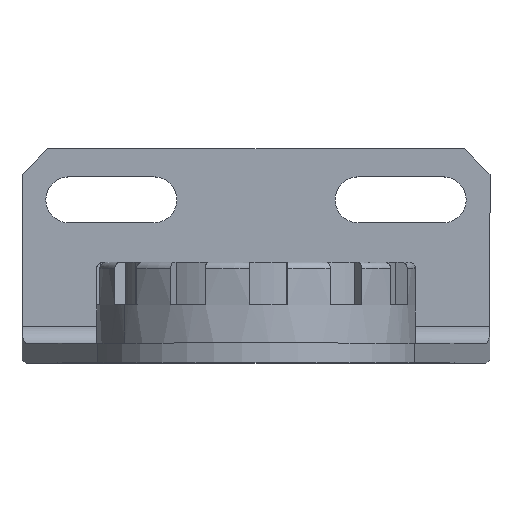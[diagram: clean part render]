
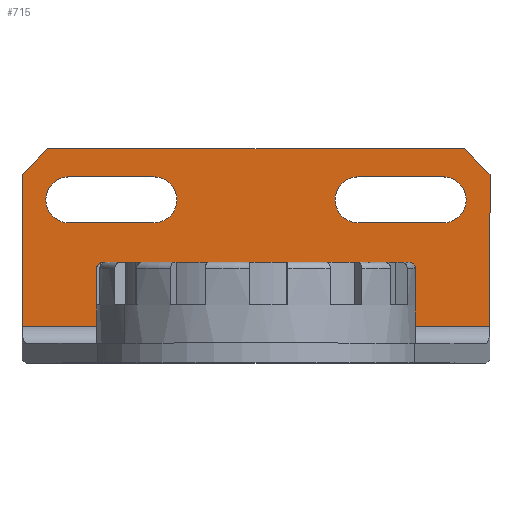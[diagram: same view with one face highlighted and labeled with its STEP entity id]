
A CAD part, top view. The second image highlights one B-rep face of the part: STEP entity #715.
In plain terms, the highlighted planar face has unit normal (0, 0, 1).
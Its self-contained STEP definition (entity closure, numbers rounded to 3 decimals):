
#7 = VECTOR ( 'NONE', #3204, 1000. ) ;
#106 = LINE ( 'NONE', #3140, #7 ) ;
#116 = DIRECTION ( 'NONE',  ( 0., 0., 1. ) ) ;
#150 = ORIENTED_EDGE ( 'NONE', *, *, #433, .T. ) ;
#158 = VERTEX_POINT ( 'NONE', #1898 ) ;
#215 = LINE ( 'NONE', #301, #310 ) ;
#244 = DIRECTION ( 'NONE',  ( 1., 0., 0. ) ) ;
#255 = ORIENTED_EDGE ( 'NONE', *, *, #1043, .T. ) ;
#259 = VECTOR ( 'NONE', #1983, 1000. ) ;
#272 = VECTOR ( 'NONE', #2460, 1000. ) ;
#276 = DIRECTION ( 'NONE',  ( 0., 0., 1. ) ) ;
#301 = CARTESIAN_POINT ( 'NONE',  ( 27.5, 4.3, 0. ) ) ;
#304 = VERTEX_POINT ( 'NONE', #821 ) ;
#310 = VECTOR ( 'NONE', #2115, 1000. ) ;
#345 = VERTEX_POINT ( 'NONE', #2512 ) ;
#353 = CIRCLE ( 'NONE', #3373, 2.7 ) ;
#359 = FACE_BOUND ( 'NONE', #2098, .T. ) ;
#371 = AXIS2_PLACEMENT_3D ( 'NONE', #474, #116, #244 ) ;
#385 = ORIENTED_EDGE ( 'NONE', *, *, #469, .F. ) ;
#418 = VERTEX_POINT ( 'NONE', #459 ) ;
#431 = EDGE_CURVE ( 'NONE', #2746, #2398, #2211, .T. ) ;
#433 = EDGE_CURVE ( 'NONE', #3040, #2235, #497, .T. ) ;
#436 = ORIENTED_EDGE ( 'NONE', *, *, #1787, .T. ) ;
#458 = CIRCLE ( 'NONE', #3235, 2.7 ) ;
#459 = CARTESIAN_POINT ( 'NONE',  ( -27.5, 22.2, 0. ) ) ;
#469 = EDGE_CURVE ( 'NONE', #1374, #2746, #1928, .T. ) ;
#474 = CARTESIAN_POINT ( 'NONE',  ( -27.5, 0., 0. ) ) ;
#489 = EDGE_CURVE ( 'NONE', #1725, #982, #215, .T. ) ;
#497 = LINE ( 'NONE', #1137, #2015 ) ;
#543 = LINE ( 'NONE', #1092, #3601 ) ;
#578 = ORIENTED_EDGE ( 'NONE', *, *, #489, .T. ) ;
#605 = CARTESIAN_POINT ( 'NONE',  ( -22., 19.2, 0. ) ) ;
#632 = EDGE_CURVE ( 'NONE', #345, #3461, #3792, .T. ) ;
#640 = DIRECTION ( 'NONE',  ( 0., 0., -1. ) ) ;
#713 = ORIENTED_EDGE ( 'NONE', *, *, #2338, .T. ) ;
#715 = ADVANCED_FACE ( 'NONE', ( #3508, #1161, #359 ), #1215, .T. ) ;
#810 = VECTOR ( 'NONE', #2791, 1000. ) ;
#821 = CARTESIAN_POINT ( 'NONE',  ( -22., 16.5, 0. ) ) ;
#836 = AXIS2_PLACEMENT_3D ( 'NONE', #2409, #276, #3617 ) ;
#852 = CARTESIAN_POINT ( 'NONE',  ( -12., 16.5, 0. ) ) ;
#982 = VERTEX_POINT ( 'NONE', #3525 ) ;
#997 = CARTESIAN_POINT ( 'NONE',  ( 27.5, 25.2, 0. ) ) ;
#1015 = CIRCLE ( 'NONE', #2444, 2.7 ) ;
#1041 = EDGE_CURVE ( 'NONE', #3459, #1374, #1638, .T. ) ;
#1043 = EDGE_CURVE ( 'NONE', #1338, #2398, #1015, .T. ) ;
#1048 = CARTESIAN_POINT ( 'NONE',  ( 24.7, 19.2, 0. ) ) ;
#1092 = CARTESIAN_POINT ( 'NONE',  ( -12., 16.5, 0. ) ) ;
#1113 = DIRECTION ( 'NONE',  ( 0., 0., -1. ) ) ;
#1137 = CARTESIAN_POINT ( 'NONE',  ( -27.5, 25.2, 0. ) ) ;
#1161 = FACE_BOUND ( 'NONE', #1386, .T. ) ;
#1198 = LINE ( 'NONE', #2527, #1819 ) ;
#1215 = PLANE ( 'NONE',  #371 ) ;
#1232 = CARTESIAN_POINT ( 'NONE',  ( -27.5, 4.3, 0. ) ) ;
#1296 = ORIENTED_EDGE ( 'NONE', *, *, #1041, .F. ) ;
#1338 = VERTEX_POINT ( 'NONE', #1048 ) ;
#1374 = VERTEX_POINT ( 'NONE', #1417 ) ;
#1386 = EDGE_LOOP ( 'NONE', ( #1865, #3491, #1953, #436, #713 ) ) ;
#1392 = CIRCLE ( 'NONE', #2416, 2.7 ) ;
#1417 = CARTESIAN_POINT ( 'NONE',  ( 12., 21.9, 0. ) ) ;
#1424 = CARTESIAN_POINT ( 'NONE',  ( -22., 21.9, 0. ) ) ;
#1457 = EDGE_CURVE ( 'NONE', #2235, #418, #1198, .T. ) ;
#1474 = CARTESIAN_POINT ( 'NONE',  ( 12., 16.5, 0. ) ) ;
#1526 = CARTESIAN_POINT ( 'NONE',  ( 24.5, 25.2, 0. ) ) ;
#1577 = EDGE_CURVE ( 'NONE', #418, #1725, #106, .T. ) ;
#1578 = ORIENTED_EDGE ( 'NONE', *, *, #3574, .T. ) ;
#1587 = ORIENTED_EDGE ( 'NONE', *, *, #2105, .T. ) ;
#1638 = LINE ( 'NONE', #2520, #810 ) ;
#1712 = DIRECTION ( 'NONE',  ( 1., 0., 0. ) ) ;
#1725 = VERTEX_POINT ( 'NONE', #1232 ) ;
#1787 = EDGE_CURVE ( 'NONE', #2778, #2496, #1392, .T. ) ;
#1819 = VECTOR ( 'NONE', #2581, 1000. ) ;
#1825 = DIRECTION ( 'NONE',  ( 1., 0., 0. ) ) ;
#1865 = ORIENTED_EDGE ( 'NONE', *, *, #2693, .F. ) ;
#1874 = LINE ( 'NONE', #997, #259 ) ;
#1891 = LINE ( 'NONE', #2133, #272 ) ;
#1898 = CARTESIAN_POINT ( 'NONE',  ( 27.5, 22.2, 0. ) ) ;
#1928 = CIRCLE ( 'NONE', #836, 2.7 ) ;
#1944 = DIRECTION ( 'NONE',  ( -1., 0., 0. ) ) ;
#1953 = ORIENTED_EDGE ( 'NONE', *, *, #3620, .T. ) ;
#1955 = CARTESIAN_POINT ( 'NONE',  ( 22., 16.5, 0. ) ) ;
#1973 = DIRECTION ( 'NONE',  ( -1., 0., 0. ) ) ;
#1983 = DIRECTION ( 'NONE',  ( 0., 1., 0. ) ) ;
#2015 = VECTOR ( 'NONE', #1973, 1000. ) ;
#2069 = CARTESIAN_POINT ( 'NONE',  ( 22., 21.9, 0. ) ) ;
#2098 = EDGE_LOOP ( 'NONE', ( #1296, #1587, #255, #2904, #385 ) ) ;
#2105 = EDGE_CURVE ( 'NONE', #3459, #1338, #353, .T. ) ;
#2115 = DIRECTION ( 'NONE',  ( 1., 0., 0. ) ) ;
#2133 = CARTESIAN_POINT ( 'NONE',  ( 11.1, 38.6, 0. ) ) ;
#2135 = EDGE_CURVE ( 'NONE', #982, #158, #1874, .T. ) ;
#2211 = LINE ( 'NONE', #1474, #3651 ) ;
#2235 = VERTEX_POINT ( 'NONE', #2253 ) ;
#2253 = CARTESIAN_POINT ( 'NONE',  ( -24.5, 25.2, 0. ) ) ;
#2259 = DIRECTION ( 'NONE',  ( 0., 0., -1. ) ) ;
#2274 = CARTESIAN_POINT ( 'NONE',  ( -12., 19.2, 0. ) ) ;
#2288 = DIRECTION ( 'NONE',  ( -1., 0., 0. ) ) ;
#2314 = DIRECTION ( 'NONE',  ( 0., 0., -1. ) ) ;
#2325 = CARTESIAN_POINT ( 'NONE',  ( 22., 19.2, 0. ) ) ;
#2338 = EDGE_CURVE ( 'NONE', #2496, #304, #543, .T. ) ;
#2398 = VERTEX_POINT ( 'NONE', #1955 ) ;
#2409 = CARTESIAN_POINT ( 'NONE',  ( 12., 19.2, 0. ) ) ;
#2416 = AXIS2_PLACEMENT_3D ( 'NONE', #2274, #2259, #1944 ) ;
#2429 = DIRECTION ( 'NONE',  ( 0., 0., 1. ) ) ;
#2444 = AXIS2_PLACEMENT_3D ( 'NONE', #2325, #2314, #2288 ) ;
#2460 = DIRECTION ( 'NONE',  ( -0.707, 0.707, 0. ) ) ;
#2472 = CARTESIAN_POINT ( 'NONE',  ( -12., 19.2, 0. ) ) ;
#2496 = VERTEX_POINT ( 'NONE', #852 ) ;
#2512 = CARTESIAN_POINT ( 'NONE',  ( -22., 21.9, 0. ) ) ;
#2520 = CARTESIAN_POINT ( 'NONE',  ( 22., 21.9, 0. ) ) ;
#2524 = CARTESIAN_POINT ( 'NONE',  ( 22., 19.2, 0. ) ) ;
#2527 = CARTESIAN_POINT ( 'NONE',  ( -38.6, 11.1, 0. ) ) ;
#2581 = DIRECTION ( 'NONE',  ( -0.707, -0.707, 0. ) ) ;
#2643 = ORIENTED_EDGE ( 'NONE', *, *, #1577, .T. ) ;
#2644 = AXIS2_PLACEMENT_3D ( 'NONE', #605, #2429, #1825 ) ;
#2660 = CIRCLE ( 'NONE', #2644, 2.7 ) ;
#2693 = EDGE_CURVE ( 'NONE', #345, #304, #2660, .T. ) ;
#2746 = VERTEX_POINT ( 'NONE', #3624 ) ;
#2774 = CARTESIAN_POINT ( 'NONE',  ( -9.3, 19.2, 0. ) ) ;
#2778 = VERTEX_POINT ( 'NONE', #2774 ) ;
#2791 = DIRECTION ( 'NONE',  ( -1., 0., 0. ) ) ;
#2792 = DIRECTION ( 'NONE',  ( -1., 0., 0. ) ) ;
#2904 = ORIENTED_EDGE ( 'NONE', *, *, #431, .F. ) ;
#3013 = VECTOR ( 'NONE', #3846, 1000. ) ;
#3040 = VERTEX_POINT ( 'NONE', #1526 ) ;
#3140 = CARTESIAN_POINT ( 'NONE',  ( -27.5, 25.2, 0. ) ) ;
#3204 = DIRECTION ( 'NONE',  ( 0., -1., 0. ) ) ;
#3235 = AXIS2_PLACEMENT_3D ( 'NONE', #2472, #640, #2792 ) ;
#3248 = EDGE_LOOP ( 'NONE', ( #2643, #578, #3812, #1578, #150, #3399 ) ) ;
#3310 = CARTESIAN_POINT ( 'NONE',  ( -12., 21.9, 0. ) ) ;
#3373 = AXIS2_PLACEMENT_3D ( 'NONE', #2524, #1113, #3795 ) ;
#3399 = ORIENTED_EDGE ( 'NONE', *, *, #1457, .T. ) ;
#3459 = VERTEX_POINT ( 'NONE', #2069 ) ;
#3461 = VERTEX_POINT ( 'NONE', #3310 ) ;
#3491 = ORIENTED_EDGE ( 'NONE', *, *, #632, .T. ) ;
#3508 = FACE_OUTER_BOUND ( 'NONE', #3248, .T. ) ;
#3525 = CARTESIAN_POINT ( 'NONE',  ( 27.5, 4.3, 0. ) ) ;
#3574 = EDGE_CURVE ( 'NONE', #158, #3040, #1891, .T. ) ;
#3601 = VECTOR ( 'NONE', #3823, 1000. ) ;
#3617 = DIRECTION ( 'NONE',  ( 1., 0., 0. ) ) ;
#3620 = EDGE_CURVE ( 'NONE', #3461, #2778, #458, .T. ) ;
#3624 = CARTESIAN_POINT ( 'NONE',  ( 12., 16.5, 0. ) ) ;
#3651 = VECTOR ( 'NONE', #1712, 1000. ) ;
#3792 = LINE ( 'NONE', #1424, #3013 ) ;
#3795 = DIRECTION ( 'NONE',  ( -1., 0., 0. ) ) ;
#3812 = ORIENTED_EDGE ( 'NONE', *, *, #2135, .T. ) ;
#3823 = DIRECTION ( 'NONE',  ( -1., 0., 0. ) ) ;
#3846 = DIRECTION ( 'NONE',  ( 1., 0., 0. ) ) ;
